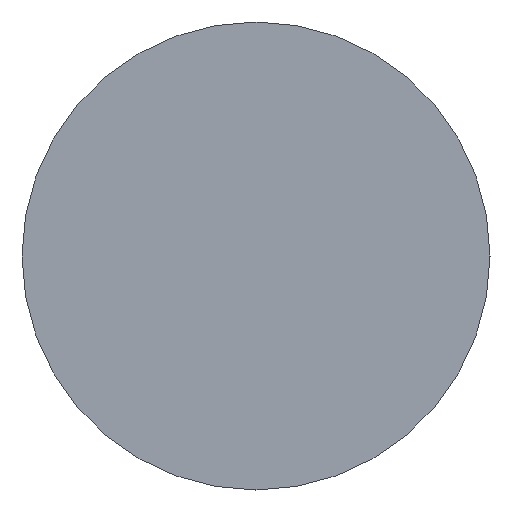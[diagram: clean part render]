
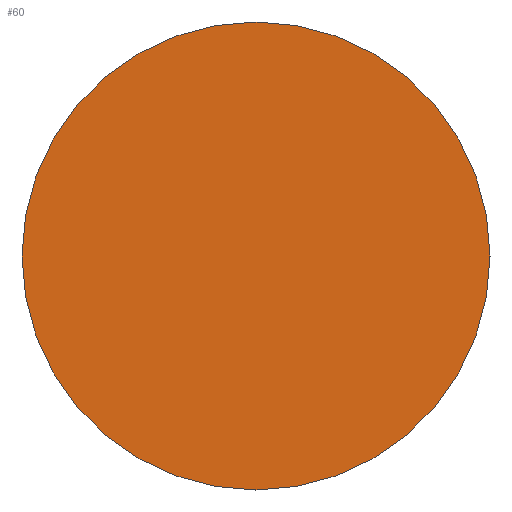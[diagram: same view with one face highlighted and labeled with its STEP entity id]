
A CAD part, left-side view. The second image highlights one B-rep face of the part: STEP entity #60.
In plain terms, the highlighted planar face has unit normal (-1, 0, 0).
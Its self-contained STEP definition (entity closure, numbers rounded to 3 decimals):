
#3 = ORIENTED_EDGE ( 'NONE', *, *, #636, .T. ) ;
#19 = CARTESIAN_POINT ( 'NONE',  ( 0., 0., -48. ) ) ;
#51 = AXIS2_PLACEMENT_3D ( 'NONE', #1282, #1080, #766 ) ;
#60 = ADVANCED_FACE ( 'NONE', ( #1123 ), #1015, .F. ) ;
#143 = CIRCLE ( 'NONE', #508, 48. ) ;
#199 = CIRCLE ( 'NONE', #343, 48. ) ;
#290 = DIRECTION ( 'NONE',  ( -1., 0., 0. ) ) ;
#343 = AXIS2_PLACEMENT_3D ( 'NONE', #899, #290, #582 ) ;
#368 = VERTEX_POINT ( 'NONE', #19 ) ;
#495 = CARTESIAN_POINT ( 'NONE',  ( 0., 0., 0. ) ) ;
#508 = AXIS2_PLACEMENT_3D ( 'NONE', #495, #1216, #1091 ) ;
#538 = VERTEX_POINT ( 'NONE', #990 ) ;
#582 = DIRECTION ( 'NONE',  ( 0., 0., 1. ) ) ;
#636 = EDGE_CURVE ( 'NONE', #538, #368, #199, .T. ) ;
#766 = DIRECTION ( 'NONE',  ( 0., 0., -1. ) ) ;
#899 = CARTESIAN_POINT ( 'NONE',  ( 0., 0., 0. ) ) ;
#990 = CARTESIAN_POINT ( 'NONE',  ( 0., 0., 48. ) ) ;
#1015 = PLANE ( 'NONE',  #51 ) ;
#1030 = EDGE_CURVE ( 'NONE', #368, #538, #143, .T. ) ;
#1080 = DIRECTION ( 'NONE',  ( 1., 0., 0. ) ) ;
#1091 = DIRECTION ( 'NONE',  ( 0., 0., 1. ) ) ;
#1123 = FACE_OUTER_BOUND ( 'NONE', #1222, .T. ) ;
#1189 = ORIENTED_EDGE ( 'NONE', *, *, #1030, .T. ) ;
#1216 = DIRECTION ( 'NONE',  ( -1., 0., 0. ) ) ;
#1222 = EDGE_LOOP ( 'NONE', ( #3, #1189 ) ) ;
#1282 = CARTESIAN_POINT ( 'NONE',  ( 0., 48., 0. ) ) ;
